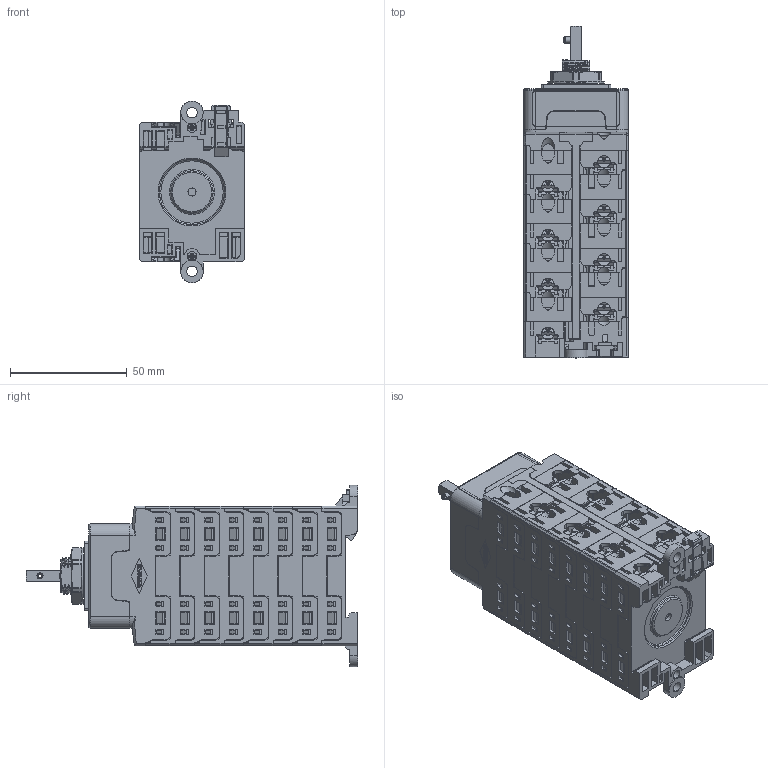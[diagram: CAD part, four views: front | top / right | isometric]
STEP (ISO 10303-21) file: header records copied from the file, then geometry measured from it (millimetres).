
FILE_DESCRIPTION((''),'2;1');
FILE_NAME('VAFK_420A1VS_ASM','2022-07-21T14:07:40',('civetti_f'),(''),'CREO PARAMETRIC BY PTC INC, 2022014','CREO PARAMETRIC BY PTC INC, 2022014','');
FILE_SCHEMA(('CONFIG_CONTROL_DESIGN'));
Products named in the file (25): 7163-001; 7163-001-GR0_ASM; 6937; 2006_1; 7164-F; G2099_ASM; 7158; VAGK0FM1AS_ASM; 7093; 7092-002; 6952_A; 6953_A; G_1876_A; G_1876_B; G_1876_ASM; VAGK0SB_ASM; VAGK0IB_ASM; 7094; 6593_COPIA; 6561_010; VAGK0TB_ASM; 6893-008; 7070_NEUTRA; 7072; VAFK_420A1VS_ASM
Assembly tree (42 placements, depth 4):
  VAFK_420A1VS_ASM
    VAGK0FM1AS_ASM
      7163-001-GR0_ASM
        7163-001
      6937
      2006_1
      G2099_ASM
        7164-F
      7158
    7093
    VAGK0SB_ASM
      7092-002
      6952_A
      6953_A
      G_1876_ASM  x2
        G_1876_A
        G_1876_B
    VAGK0IB_ASM  x6
      7092-002
      6952_A
      6953_A
      G_1876_ASM
        G_1876_A
        G_1876_B
    VAGK0TB_ASM
      7094
      6952_A
      6953_A
      G_1876_ASM  x2
        G_1876_A
        G_1876_B
      6593_COPIA
      6561_010  x2
    6893-008  x2
    7070_NEUTRA  x2
    7072
Bounding box: 45 x 142.25 x 77.8 mm (x, y, z)
Volume: 267656.8 mm3; surface area: 135870.3 mm2
Topology: 70 solids, 91 shells, 7817 faces, 21217 edges, 13720 vertices
Faces by surface type: plane 5702, cylinder 1013, cone 510, bspline 352, torus 142, sphere 78, extrusion 20
Entity records: 126359 total; most frequent: CARTESIAN_POINT 56440, ORIENTED_EDGE 15184, DIRECTION 13193, EDGE_CURVE 7600, VECTOR 5575, LINE 5555, VERTEX_POINT 4856, AXIS2_PLACEMENT_3D 3809
